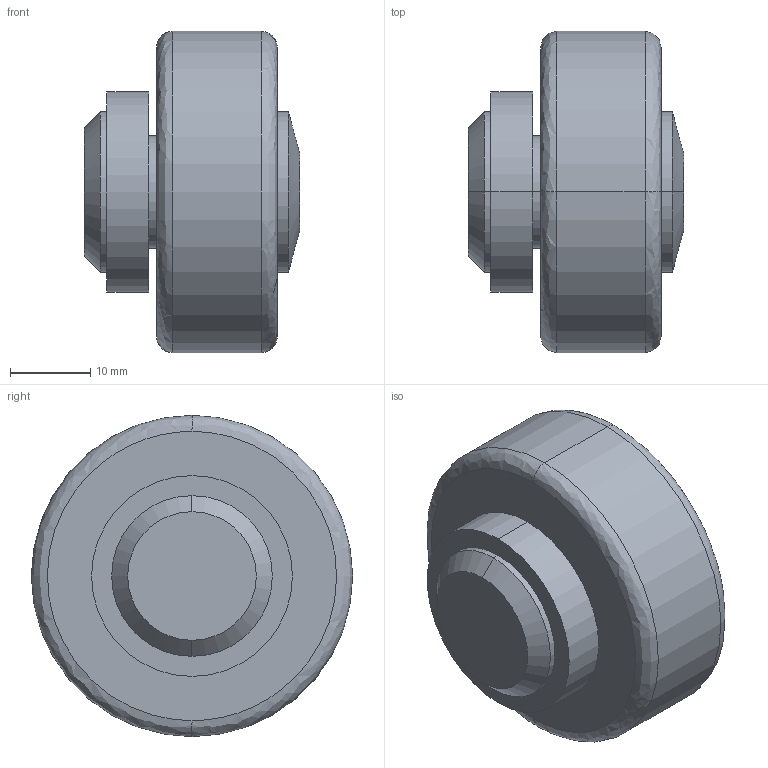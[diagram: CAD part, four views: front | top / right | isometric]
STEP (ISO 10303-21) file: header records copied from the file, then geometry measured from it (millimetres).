
FILE_DESCRIPTION (( 'STEP AP214' ), '1' );
FILE_NAME ('PAS-040.0360-Rollco.step', '2023-04-28T07:43:43', ( '' ), ( '' ), 'SwSTEP 2.0', 'SolidWorks 2010', '' );
FILE_SCHEMA (( 'AUTOMOTIVE_DESIGN' ));
Length unit declared in the file: millimetre
Products named in the file (1): PAS-040.0360-Rollco
Bounding box: 26.8 x 40 x 40 mm (x, y, z)
Volume: 22797.3 mm3; surface area: 5499 mm2
Topology: 1 solids, 1 shells, 24 faces, 46 edges, 28 vertices
Faces by surface type: cylinder 10, plane 6, bspline 4, cone 4
Entity records: 883 total; most frequent: CARTESIAN_POINT 219, DIRECTION 112, ORIENTED_EDGE 92, AXIS2_PLACEMENT_3D 49, EDGE_CURVE 46, VERTEX_POINT 28, EDGE_LOOP 28, CIRCLE 28
